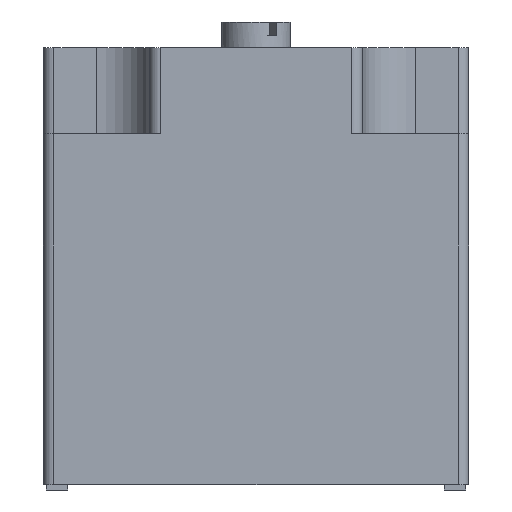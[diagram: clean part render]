
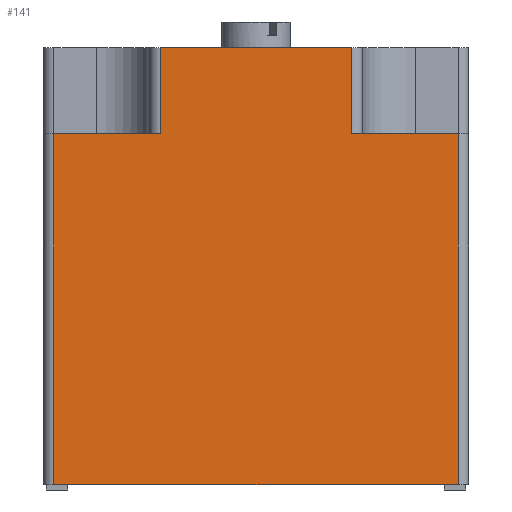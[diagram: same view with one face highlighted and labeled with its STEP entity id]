
A CAD part, front view. The second image highlights one B-rep face of the part: STEP entity #141.
In plain terms, the highlighted planar face has unit normal (0, -1, 0).
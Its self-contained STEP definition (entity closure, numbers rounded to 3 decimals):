
#141=ADVANCED_FACE('',(#353),#354,.T.);
#353=FACE_OUTER_BOUND('',#607,.T.);
#354=PLANE('',#608);
#607=EDGE_LOOP('',(#1370,#1371,#1372,#1373,#1374,#1375,#1376,#1377));
#608=AXIS2_PLACEMENT_3D('',#1378,#1379,#1380);
#1370=ORIENTED_EDGE('',*,*,#1864,.T.);
#1371=ORIENTED_EDGE('',*,*,#1876,.T.);
#1372=ORIENTED_EDGE('',*,*,#1901,.F.);
#1373=ORIENTED_EDGE('',*,*,#1913,.T.);
#1374=ORIENTED_EDGE('',*,*,#1911,.T.);
#1375=ORIENTED_EDGE('',*,*,#1874,.T.);
#1376=ORIENTED_EDGE('',*,*,#1896,.T.);
#1377=ORIENTED_EDGE('',*,*,#1914,.T.);
#1378=CARTESIAN_POINT('',(0.0,0.,0.5));
#1379=DIRECTION('',(0.,-1.0,0.0));
#1380=DIRECTION('',(1.0,0.,0.0));
#1864=EDGE_CURVE('',#2314,#2318,#2320,.T.);
#1874=EDGE_CURVE('',#2339,#2337,#2340,.T.);
#1876=EDGE_CURVE('',#2318,#2342,#2343,.T.);
#1896=EDGE_CURVE('',#2337,#2373,#2376,.T.);
#1901=EDGE_CURVE('',#2381,#2342,#2383,.T.);
#1911=EDGE_CURVE('',#2398,#2339,#2399,.T.);
#1913=EDGE_CURVE('',#2381,#2398,#2401,.T.);
#1914=EDGE_CURVE('',#2373,#2314,#2402,.T.);
#2314=VERTEX_POINT('',#3008);
#2318=VERTEX_POINT('',#3013);
#2320=LINE('',#3015,#3016);
#2337=VERTEX_POINT('',#3038);
#2339=VERTEX_POINT('',#3040);
#2340=LINE('',#3041,#3042);
#2342=VERTEX_POINT('',#3044);
#2343=LINE('',#3045,#3046);
#2373=VERTEX_POINT('',#3088);
#2376=LINE('',#3091,#3092);
#2381=VERTEX_POINT('',#3100);
#2383=LINE('',#3102,#3103);
#2398=VERTEX_POINT('',#3127);
#2399=LINE('',#3128,#3129);
#2401=LINE('',#3131,#3132);
#2402=LINE('',#3133,#3134);
#3008=CARTESIAN_POINT('',(-9.,0.0,41.6));
#3013=CARTESIAN_POINT('',(-9.,0.0,33.5));
#3015=CARTESIAN_POINT('',(-9.,0.,37.55));
#3016=VECTOR('',#3758,1.0);
#3038=CARTESIAN_POINT('',(9.,0.0,33.5));
#3040=CARTESIAN_POINT('',(19.0,0.,33.5));
#3041=CARTESIAN_POINT('',(0.,0.,33.5));
#3042=VECTOR('',#3776,1.0);
#3044=CARTESIAN_POINT('',(-19.0,0.0,33.5));
#3045=CARTESIAN_POINT('',(0.,0.,33.5));
#3046=VECTOR('',#3780,1.0);
#3088=CARTESIAN_POINT('',(9.,0.0,41.6));
#3091=CARTESIAN_POINT('',(9.,0.0,17.0));
#3092=VECTOR('',#3814,1.0);
#3100=CARTESIAN_POINT('',(-19.0,0.0,0.5));
#3102=CARTESIAN_POINT('',(-19.0,0.0,0.5));
#3103=VECTOR('',#3821,1.0);
#3127=CARTESIAN_POINT('',(19.0,0.,0.5));
#3128=CARTESIAN_POINT('',(19.0,0.,0.5));
#3129=VECTOR('',#3831,1.0);
#3131=CARTESIAN_POINT('',(-19.0,0.0,0.5));
#3132=VECTOR('',#3835,1.0);
#3133=CARTESIAN_POINT('',(-19.0,0.0,41.6));
#3134=VECTOR('',#3836,1.0);
#3758=DIRECTION('',(0.0,0.0,-1.0));
#3776=DIRECTION('',(-1.0,0.,0.0));
#3780=DIRECTION('',(-1.0,0.,0.0));
#3814=DIRECTION('',(0.0,0.0,1.0));
#3821=DIRECTION('',(0.0,0.0,1.0));
#3831=DIRECTION('',(0.0,0.0,1.0));
#3835=DIRECTION('',(1.0,0.,0.0));
#3836=DIRECTION('',(-1.0,0.,0.0));
